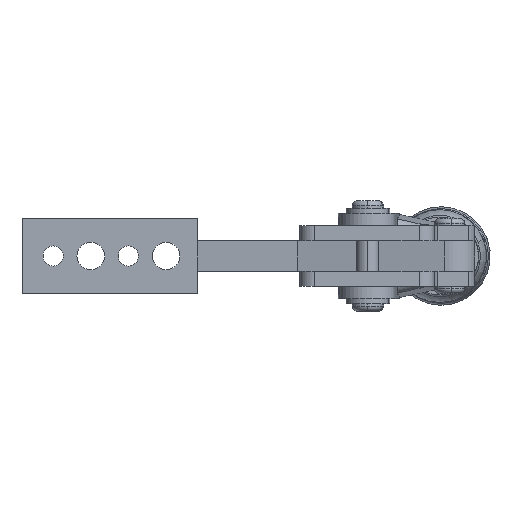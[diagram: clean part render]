
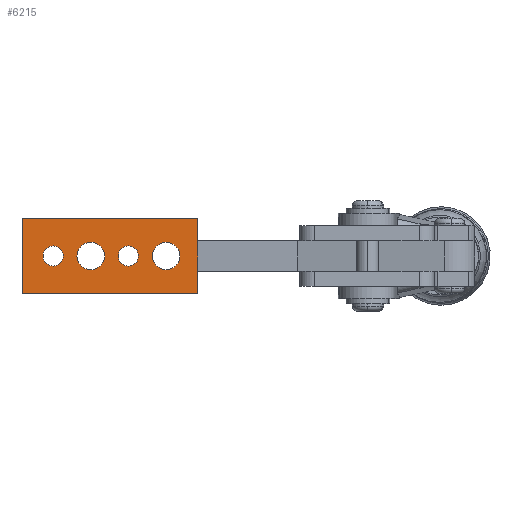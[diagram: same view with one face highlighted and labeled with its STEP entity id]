
A CAD part, front view. The second image highlights one B-rep face of the part: STEP entity #6215.
In plain terms, the highlighted planar face has unit normal (0, -1, 0).
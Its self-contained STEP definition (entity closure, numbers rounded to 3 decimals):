
#3482 = LINE ( 'NONE', #5630, #3485 ) ;
#3485 = VECTOR ( 'NONE', #5622, 1000. ) ;
#4790 = VERTEX_POINT ( 'NONE', #23339 ) ;
#4996 = EDGE_LOOP ( 'NONE', ( #12376, #12375 ) ) ;
#5622 = DIRECTION ( 'NONE',  ( 1., 0., 0. ) ) ;
#5630 = CARTESIAN_POINT ( 'NONE',  ( 0., 0., 7.5 ) ) ;
#6215 = ADVANCED_FACE ( 'NONE', ( #13643, #13646, #13644, #13645, #13638 ), #22570, .F. ) ;
#6658 = VERTEX_POINT ( 'NONE', #21469 ) ;
#6937 = VERTEX_POINT ( 'NONE', #17833 ) ;
#6938 = VERTEX_POINT ( 'NONE', #17838 ) ;
#6950 = VERTEX_POINT ( 'NONE', #17857 ) ;
#6952 = VERTEX_POINT ( 'NONE', #17861 ) ;
#6962 = VERTEX_POINT ( 'NONE', #17878 ) ;
#6978 = VERTEX_POINT ( 'NONE', #17906 ) ;
#6981 = VERTEX_POINT ( 'NONE', #17912 ) ;
#7011 = VERTEX_POINT ( 'NONE', #17964 ) ;
#7028 = VERTEX_POINT ( 'NONE', #17994 ) ;
#7079 = VERTEX_POINT ( 'NONE', #18051 ) ;
#7133 = VERTEX_POINT ( 'NONE', #18105 ) ;
#7156 = VERTEX_POINT ( 'NONE', #18128 ) ;
#7832 = CIRCLE ( 'NONE', #16798, 2.75 ) ;
#7861 = LINE ( 'NONE', #9727, #7866 ) ;
#7866 = VECTOR ( 'NONE', #9745, 1000. ) ;
#7971 = LINE ( 'NONE', #15238, #7973 ) ;
#7972 = CIRCLE ( 'NONE', #16824, 2.75 ) ;
#7973 = VECTOR ( 'NONE', #15234, 1000. ) ;
#7976 = LINE ( 'NONE', #15246, #7979 ) ;
#7978 = CIRCLE ( 'NONE', #16823, 2. ) ;
#7979 = VECTOR ( 'NONE', #15247, 1000. ) ;
#7981 = CIRCLE ( 'NONE', #16825, 2.75 ) ;
#7983 = CIRCLE ( 'NONE', #16826, 2. ) ;
#7994 = LINE ( 'NONE', #15280, #7997 ) ;
#7997 = VECTOR ( 'NONE', #15281, 1000. ) ;
#8005 = LINE ( 'NONE', #15298, #8008 ) ;
#8008 = VECTOR ( 'NONE', #15299, 1000. ) ;
#8449 = EDGE_CURVE ( 'NONE', #6950, #7156, #3482, .T. ) ;
#9715 = CARTESIAN_POINT ( 'NONE',  ( 28.7, 0., 0. ) ) ;
#9716 = DIRECTION ( 'NONE',  ( 0., 1., 0. ) ) ;
#9717 = DIRECTION ( 'NONE',  ( 0., 0., 1. ) ) ;
#9727 = CARTESIAN_POINT ( 'NONE',  ( 35., 0., 7.5 ) ) ;
#9745 = DIRECTION ( 'NONE',  ( 0., 0., -1. ) ) ;
#12365 = ORIENTED_EDGE ( 'NONE', *, *, #20627, .T. ) ;
#12366 = ORIENTED_EDGE ( 'NONE', *, *, #8449, .F. ) ;
#12367 = ORIENTED_EDGE ( 'NONE', *, *, #20620, .F. ) ;
#12368 = ORIENTED_EDGE ( 'NONE', *, *, #20538, .F. ) ;
#12369 = ORIENTED_EDGE ( 'NONE', *, *, #20607, .F. ) ;
#12370 = ORIENTED_EDGE ( 'NONE', *, *, #20604, .T. ) ;
#12371 = ORIENTED_EDGE ( 'NONE', *, *, #21019, .T. ) ;
#12372 = ORIENTED_EDGE ( 'NONE', *, *, #20612, .T. ) ;
#12373 = ORIENTED_EDGE ( 'NONE', *, *, #21040, .T. ) ;
#12374 = ORIENTED_EDGE ( 'NONE', *, *, #20610, .T. ) ;
#12375 = ORIENTED_EDGE ( 'NONE', *, *, #21039, .T. ) ;
#12376 = ORIENTED_EDGE ( 'NONE', *, *, #20608, .T. ) ;
#12377 = ORIENTED_EDGE ( 'NONE', *, *, #20524, .T. ) ;
#12378 = ORIENTED_EDGE ( 'NONE', *, *, #20609, .T. ) ;
#13638 = FACE_OUTER_BOUND ( 'NONE', #20720, .T. ) ;
#13643 = FACE_BOUND ( 'NONE', #20710, .T. ) ;
#13644 = FACE_BOUND ( 'NONE', #20798, .T. ) ;
#13645 = FACE_BOUND ( 'NONE', #20867, .T. ) ;
#13646 = FACE_BOUND ( 'NONE', #4996, .T. ) ;
#15234 = DIRECTION ( 'NONE',  ( 1., 0., 0. ) ) ;
#15238 = CARTESIAN_POINT ( 'NONE',  ( 0., 0., -7.5 ) ) ;
#15246 = CARTESIAN_POINT ( 'NONE',  ( 35., 0., 7.5 ) ) ;
#15247 = DIRECTION ( 'NONE',  ( 0., 0., -1. ) ) ;
#15249 = CARTESIAN_POINT ( 'NONE',  ( 21.2, 0., 0. ) ) ;
#15250 = DIRECTION ( 'NONE',  ( 0., 1., 0. ) ) ;
#15251 = DIRECTION ( 'NONE',  ( 0., 0., 1. ) ) ;
#15253 = CARTESIAN_POINT ( 'NONE',  ( 28.7, 0., 0. ) ) ;
#15254 = DIRECTION ( 'NONE',  ( 0., 1., 0. ) ) ;
#15255 = DIRECTION ( 'NONE',  ( 0., 0., 1. ) ) ;
#15257 = CARTESIAN_POINT ( 'NONE',  ( 13.7, 0., 0. ) ) ;
#15258 = DIRECTION ( 'NONE',  ( 0., 1., 0. ) ) ;
#15259 = DIRECTION ( 'NONE',  ( 0., 0., 1. ) ) ;
#15262 = CARTESIAN_POINT ( 'NONE',  ( 6.2, 0., 0. ) ) ;
#15263 = DIRECTION ( 'NONE',  ( 0., 1., 0. ) ) ;
#15264 = DIRECTION ( 'NONE',  ( 0., 0., 1. ) ) ;
#15280 = CARTESIAN_POINT ( 'NONE',  ( 35., 0., 7.5 ) ) ;
#15281 = DIRECTION ( 'NONE',  ( 0., 0., -1. ) ) ;
#15298 = CARTESIAN_POINT ( 'NONE',  ( 0., 0., 7.5 ) ) ;
#15299 = DIRECTION ( 'NONE',  ( 0., 0., -1. ) ) ;
#16375 = AXIS2_PLACEMENT_3D ( 'NONE', #22567, #22563, #22573 ) ;
#16798 = AXIS2_PLACEMENT_3D ( 'NONE', #9715, #9716, #9717 ) ;
#16823 = AXIS2_PLACEMENT_3D ( 'NONE', #15249, #15250, #15251 ) ;
#16824 = AXIS2_PLACEMENT_3D ( 'NONE', #15253, #15254, #15255 ) ;
#16825 = AXIS2_PLACEMENT_3D ( 'NONE', #15257, #15258, #15259 ) ;
#16826 = AXIS2_PLACEMENT_3D ( 'NONE', #15262, #15263, #15264 ) ;
#16876 = AXIS2_PLACEMENT_3D ( 'NONE', #20196, #20197, #20198 ) ;
#16882 = AXIS2_PLACEMENT_3D ( 'NONE', #20283, #20284, #20285 ) ;
#16883 = AXIS2_PLACEMENT_3D ( 'NONE', #20288, #20289, #20290 ) ;
#17833 = CARTESIAN_POINT ( 'NONE',  ( 35., 0., 3. ) ) ;
#17838 = CARTESIAN_POINT ( 'NONE',  ( 6.2, 0., 2. ) ) ;
#17857 = CARTESIAN_POINT ( 'NONE',  ( 0., 0., 7.5 ) ) ;
#17861 = CARTESIAN_POINT ( 'NONE',  ( 6.2, 0., -2. ) ) ;
#17878 = CARTESIAN_POINT ( 'NONE',  ( 21.2, 0., -2. ) ) ;
#17906 = CARTESIAN_POINT ( 'NONE',  ( 35., 0., -7.5 ) ) ;
#17912 = CARTESIAN_POINT ( 'NONE',  ( 0., 0., -7.5 ) ) ;
#17964 = CARTESIAN_POINT ( 'NONE',  ( 35., 0., -3. ) ) ;
#17994 = CARTESIAN_POINT ( 'NONE',  ( 13.7, 0., -2.75 ) ) ;
#18051 = CARTESIAN_POINT ( 'NONE',  ( 13.7, 0., 2.75 ) ) ;
#18105 = CARTESIAN_POINT ( 'NONE',  ( 28.7, 0., -2.75 ) ) ;
#18128 = CARTESIAN_POINT ( 'NONE',  ( 35., 0., 7.5 ) ) ;
#19464 = CIRCLE ( 'NONE', #16876, 2. ) ;
#19479 = CIRCLE ( 'NONE', #16882, 2. ) ;
#19493 = CIRCLE ( 'NONE', #16883, 2.75 ) ;
#20196 = CARTESIAN_POINT ( 'NONE',  ( 6.2, 0., 0. ) ) ;
#20197 = DIRECTION ( 'NONE',  ( 0., 1., 0. ) ) ;
#20198 = DIRECTION ( 'NONE',  ( 0., 0., 1. ) ) ;
#20283 = CARTESIAN_POINT ( 'NONE',  ( 21.2, 0., 0. ) ) ;
#20284 = DIRECTION ( 'NONE',  ( 0., 1., 0. ) ) ;
#20285 = DIRECTION ( 'NONE',  ( 0., 0., 1. ) ) ;
#20288 = CARTESIAN_POINT ( 'NONE',  ( 13.7, 0., 0. ) ) ;
#20289 = DIRECTION ( 'NONE',  ( 0., 1., 0. ) ) ;
#20290 = DIRECTION ( 'NONE',  ( 0., 0., 1. ) ) ;
#20524 = EDGE_CURVE ( 'NONE', #7133, #4790, #7832, .T. ) ;
#20538 = EDGE_CURVE ( 'NONE', #6937, #7011, #7861, .T. ) ;
#20604 = EDGE_CURVE ( 'NONE', #6981, #6978, #7971, .T. ) ;
#20607 = EDGE_CURVE ( 'NONE', #7011, #6978, #7976, .T. ) ;
#20608 = EDGE_CURVE ( 'NONE', #6658, #6962, #7978, .T. ) ;
#20609 = EDGE_CURVE ( 'NONE', #4790, #7133, #7972, .T. ) ;
#20610 = EDGE_CURVE ( 'NONE', #7079, #7028, #7981, .T. ) ;
#20612 = EDGE_CURVE ( 'NONE', #6938, #6952, #7983, .T. ) ;
#20620 = EDGE_CURVE ( 'NONE', #7156, #6937, #7994, .T. ) ;
#20627 = EDGE_CURVE ( 'NONE', #6950, #6981, #8005, .T. ) ;
#20710 = EDGE_LOOP ( 'NONE', ( #12378, #12377 ) ) ;
#20720 = EDGE_LOOP ( 'NONE', ( #12370, #12369, #12368, #12367, #12366, #12365 ) ) ;
#20798 = EDGE_LOOP ( 'NONE', ( #12374, #12373 ) ) ;
#20867 = EDGE_LOOP ( 'NONE', ( #12372, #12371 ) ) ;
#21019 = EDGE_CURVE ( 'NONE', #6952, #6938, #19464, .T. ) ;
#21039 = EDGE_CURVE ( 'NONE', #6962, #6658, #19479, .T. ) ;
#21040 = EDGE_CURVE ( 'NONE', #7028, #7079, #19493, .T. ) ;
#21469 = CARTESIAN_POINT ( 'NONE',  ( 21.2, 0., 2. ) ) ;
#22563 = DIRECTION ( 'NONE',  ( 0., 1., 0. ) ) ;
#22567 = CARTESIAN_POINT ( 'NONE',  ( 0., 0., 7.5 ) ) ;
#22570 = PLANE ( 'NONE',  #16375 ) ;
#22573 = DIRECTION ( 'NONE',  ( 0., 0., 1. ) ) ;
#23339 = CARTESIAN_POINT ( 'NONE',  ( 28.7, 0., 2.75 ) ) ;
